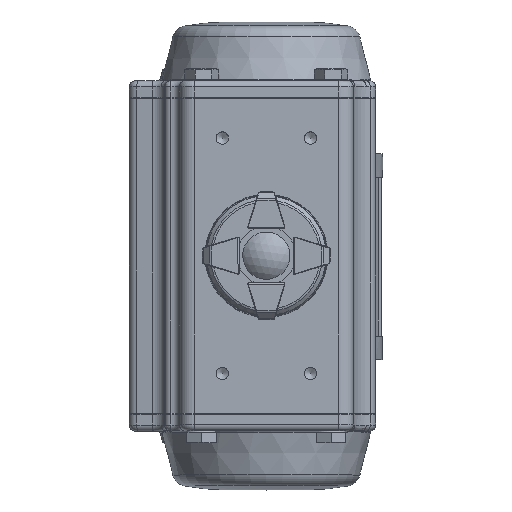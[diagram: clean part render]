
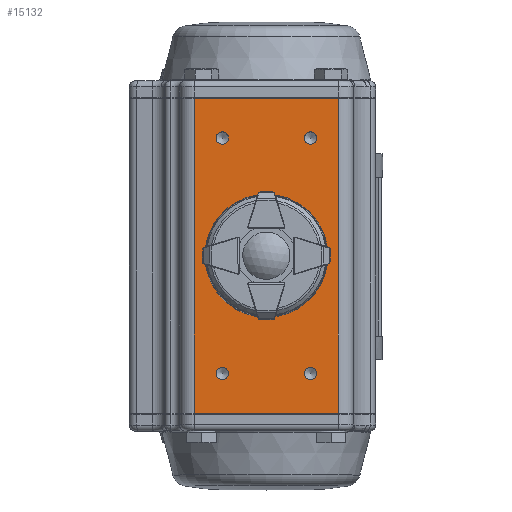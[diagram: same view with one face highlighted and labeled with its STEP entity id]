
A CAD part, top view. The second image highlights one B-rep face of the part: STEP entity #15132.
In plain terms, the highlighted face is planar.
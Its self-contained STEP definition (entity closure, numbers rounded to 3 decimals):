
#918=PLANE('',#16399);
#1435=LINE('',#23952,#2341);
#1461=LINE('',#24077,#2367);
#1477=LINE('',#24142,#2383);
#1478=LINE('',#24144,#2384);
#2341=VECTOR('',#18864,1000.);
#2367=VECTOR('',#18964,1000.);
#2383=VECTOR('',#19022,1000.);
#2384=VECTOR('',#19025,1000.);
#4535=ORIENTED_EDGE('',*,*,#7564,.F.);
#4536=ORIENTED_EDGE('',*,*,#7659,.F.);
#4537=ORIENTED_EDGE('',*,*,#7626,.T.);
#4538=ORIENTED_EDGE('',*,*,#7660,.T.);
#4539=ORIENTED_EDGE('',*,*,#7521,.T.);
#4540=ORIENTED_EDGE('',*,*,#7519,.F.);
#4541=ORIENTED_EDGE('',*,*,#7517,.F.);
#4542=ORIENTED_EDGE('',*,*,#7515,.F.);
#4543=ORIENTED_EDGE('',*,*,#7513,.F.);
#7513=EDGE_CURVE('',#9294,#9294,#10318,.T.);
#7515=EDGE_CURVE('',#9297,#9297,#10320,.T.);
#7517=EDGE_CURVE('',#9300,#9300,#10322,.T.);
#7519=EDGE_CURVE('',#9303,#9303,#10324,.T.);
#7521=EDGE_CURVE('',#9305,#9305,#10326,.T.);
#7564=EDGE_CURVE('',#9337,#9338,#1435,.T.);
#7626=EDGE_CURVE('',#9400,#9399,#1461,.T.);
#7659=EDGE_CURVE('',#9400,#9337,#1477,.T.);
#7660=EDGE_CURVE('',#9399,#9338,#1478,.T.);
#9294=VERTEX_POINT('',#23839);
#9297=VERTEX_POINT('',#23846);
#9300=VERTEX_POINT('',#23853);
#9303=VERTEX_POINT('',#23860);
#9305=VERTEX_POINT('',#23865);
#9337=VERTEX_POINT('',#23951);
#9338=VERTEX_POINT('',#23953);
#9399=VERTEX_POINT('',#24076);
#9400=VERTEX_POINT('',#24078);
#10318=CIRCLE('',#16258,2.1);
#10320=CIRCLE('',#16262,2.1);
#10322=CIRCLE('',#16266,2.1);
#10324=CIRCLE('',#16270,2.1);
#10326=CIRCLE('',#16273,12.45);
#11331=EDGE_LOOP('',(#4535,#4536,#4537,#4538));
#11332=EDGE_LOOP('',(#4539));
#11333=EDGE_LOOP('',(#4540));
#11334=EDGE_LOOP('',(#4541));
#11335=EDGE_LOOP('',(#4542));
#11336=EDGE_LOOP('',(#4543));
#12435=FACE_BOUND('',#11331,.T.);
#12436=FACE_BOUND('',#11332,.T.);
#12437=FACE_BOUND('',#11333,.T.);
#12438=FACE_BOUND('',#11334,.T.);
#12439=FACE_BOUND('',#11335,.T.);
#12440=FACE_BOUND('',#11336,.T.);
#15132=ADVANCED_FACE('',(#12435,#12436,#12437,#12438,#12439,#12440),#918,
 .T.);
#16258=AXIS2_PLACEMENT_3D('',#23838,#18749,#18750);
#16262=AXIS2_PLACEMENT_3D('',#23845,#18757,#18758);
#16266=AXIS2_PLACEMENT_3D('',#23852,#18765,#18766);
#16270=AXIS2_PLACEMENT_3D('',#23859,#18773,#18774);
#16273=AXIS2_PLACEMENT_3D('',#23864,#18779,#18780);
#16399=AXIS2_PLACEMENT_3D('',#24280,#19166,#19167);
#18749=DIRECTION('',(0.,1.,0.));
#18750=DIRECTION('',(0.,0.,1.));
#18757=DIRECTION('',(0.,1.,0.));
#18758=DIRECTION('',(0.,0.,1.));
#18765=DIRECTION('',(0.,1.,0.));
#18766=DIRECTION('',(0.,0.,1.));
#18773=DIRECTION('',(0.,1.,0.));
#18774=DIRECTION('',(0.,0.,1.));
#18779=DIRECTION('',(0.,-1.,0.));
#18780=DIRECTION('',(0.,0.,1.));
#18864=DIRECTION('',(1.,0.,0.));
#18964=DIRECTION('',(1.,0.,0.));
#19022=DIRECTION('',(0.,0.,-1.));
#19025=DIRECTION('',(0.,0.,-1.));
#19166=DIRECTION('',(0.,1.,0.));
#19167=DIRECTION('',(1.,0.,0.));
#23838=CARTESIAN_POINT('',(-15.,42.35,40.));
#23839=CARTESIAN_POINT('',(-15.,42.35,42.1));
#23845=CARTESIAN_POINT('',(15.,42.35,40.));
#23846=CARTESIAN_POINT('',(15.,42.35,42.1));
#23852=CARTESIAN_POINT('',(15.,42.35,-40.));
#23853=CARTESIAN_POINT('',(15.,42.35,-37.9));
#23859=CARTESIAN_POINT('',(-15.,42.35,-40.));
#23860=CARTESIAN_POINT('',(-15.,42.35,-37.9));
#23864=CARTESIAN_POINT('',(0.,42.35,0.));
#23865=CARTESIAN_POINT('',(0.,42.35,12.45));
#23951=CARTESIAN_POINT('',(-24.5,42.35,-53.5));
#23952=CARTESIAN_POINT('',(-24.5,42.35,-53.5));
#23953=CARTESIAN_POINT('',(24.5,42.35,-53.5));
#24076=CARTESIAN_POINT('',(24.5,42.35,53.5));
#24077=CARTESIAN_POINT('',(-24.5,42.35,53.5));
#24078=CARTESIAN_POINT('',(-24.5,42.35,53.5));
#24142=CARTESIAN_POINT('',(-24.5,42.35,53.5));
#24144=CARTESIAN_POINT('',(24.5,42.35,53.5));
#24280=CARTESIAN_POINT('',(-24.5,42.35,53.5));
